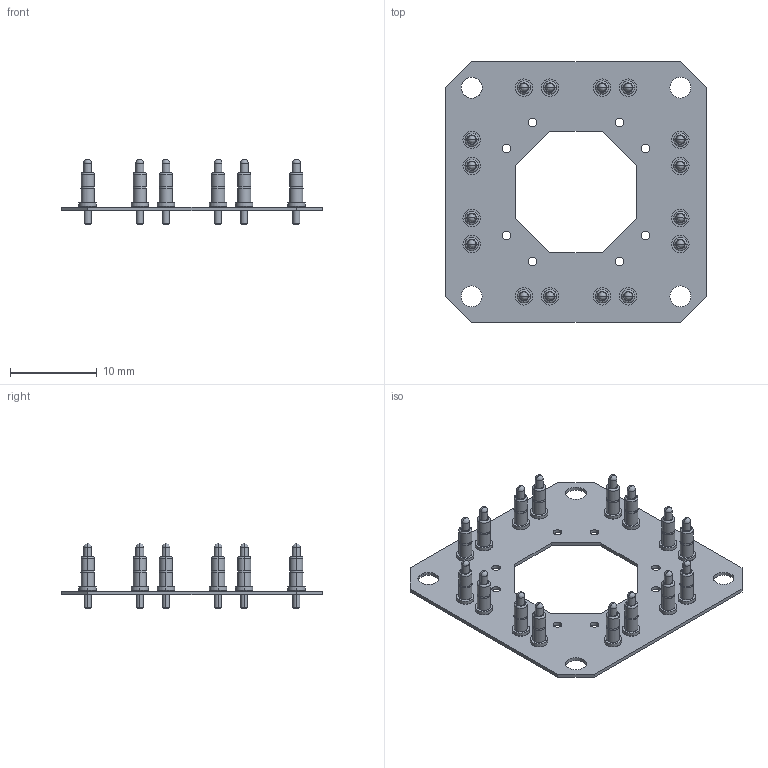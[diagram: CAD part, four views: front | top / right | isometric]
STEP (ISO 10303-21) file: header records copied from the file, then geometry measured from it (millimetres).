
FILE_DESCRIPTION(('Open CASCADE Model'),'2;1');
FILE_NAME('Open CASCADE Shape Model','2025-01-20T17:18:23',('Author'),( 'Open CASCADE'),'Open CASCADE STEP processor 6.8','Open CASCADE 6.8' ,'Unknown');
FILE_SCHEMA(('AUTOMOTIVE_DESIGN { 1 0 10303 214 1 1 1 1 }'));
Length unit declared in the file: millimetre
Products named in the file (20): PCB; Board; Open CASCADE STEP translator 6.8 1.1.1; D4; p70-2100045; D3; D2; D1; C4; C3; C2; C1; B4; B3; B2; B1; A4; A3; A2; A1
Assembly tree (34 placements, depth 3):
  PCB
    Board
      Open CASCADE STEP translator 6.8 1.1.1
    D4
      p70-2100045
    D3
      p70-2100045
    D2
      p70-2100045
    D1
      p70-2100045
    C4
      p70-2100045
    C3
      p70-2100045
    C2
      p70-2100045
    C1
      p70-2100045
    B4
      p70-2100045
    B3
      p70-2100045
    B2
      p70-2100045
    B1
      p70-2100045
    A4
      p70-2100045
    A3
      p70-2100045
    A2
      p70-2100045
    A1
      p70-2100045
Bounding box: 30 x 30 x 7.5 mm (x, y, z)
Volume: 433 mm3; surface area: 2010.4 mm2
Topology: 17 solids, 17 shells, 469 faces, 1001 edges, 598 vertices
Faces by surface type: cylinder 187, plane 122, cone 96, torus 32, sphere 32
Full cylindrical faces by diameter (mm): 1 x24, 2.4 x3
Entity records: 3533 total; most frequent: DIRECTION 593, CARTESIAN_POINT 541, ORIENTED_EDGE 498, EDGE_CURVE 249, AXIS2_PLACEMENT_3D 215, VERTEX_POINT 163, LINE 163, VECTOR 163
